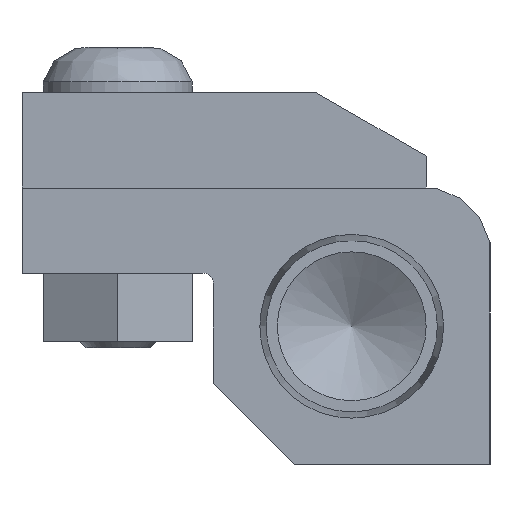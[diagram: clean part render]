
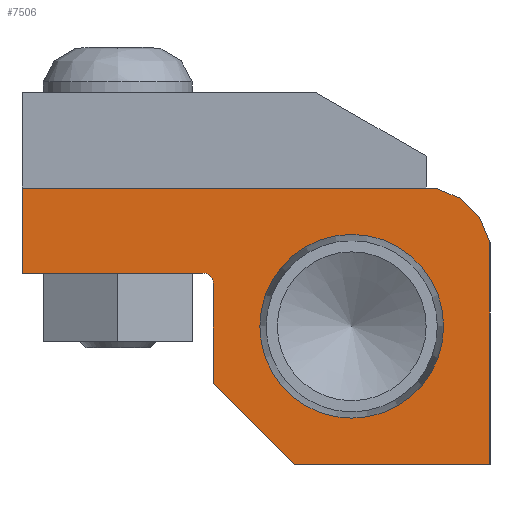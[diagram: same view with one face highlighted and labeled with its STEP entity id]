
A CAD part, left-side view. The second image highlights one B-rep face of the part: STEP entity #7506.
In plain terms, the highlighted planar face has unit normal (-1, 0, 0).
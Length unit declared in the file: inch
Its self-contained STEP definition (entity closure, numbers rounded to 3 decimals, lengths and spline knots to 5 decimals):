
#6749=CARTESIAN_POINT('',(-61.64815,-2.87749,-0.40625));
#6750=VERTEX_POINT('',#6749);
#6751=CARTESIAN_POINT('',(-61.64815,-3.14749,-0.40625));
#6752=DIRECTION('',(1.0,0.0,0.0));
#6753=DIRECTION('',(0.0,1.0,0.0));
#6754=AXIS2_PLACEMENT_3D('',#6751,#6752,#6753);
#6755=CIRCLE('',#6754,0.27);
#6756=EDGE_CURVE('',#6750,#6750,#6755,.T.);
#7105=CARTESIAN_POINT('',(-61.64815,-2.97928,-0.8125));
#7106=VERTEX_POINT('',#7105);
#7107=CARTESIAN_POINT('',(-61.64815,-2.74124,-0.57445));
#7108=VERTEX_POINT('',#7107);
#7109=CARTESIAN_POINT('',(-61.64815,-2.97928,-0.8125));
#7110=DIRECTION('',(0.0,0.707,0.707));
#7111=VECTOR('',#7110,0.33665);
#7112=LINE('',#7109,#7111);
#7113=EDGE_CURVE('',#7106,#7108,#7112,.T.);
#7145=CARTESIAN_POINT('',(-61.64815,-2.74124,-0.2808));
#7146=VERTEX_POINT('',#7145);
#7147=CARTESIAN_POINT('',(-61.64815,-2.74124,-0.57445));
#7148=DIRECTION('',(0.0,0.0,1.0));
#7149=VECTOR('',#7148,0.29365);
#7150=LINE('',#7147,#7149);
#7151=EDGE_CURVE('',#7108,#7146,#7150,.T.);
#7176=CARTESIAN_POINT('',(-61.64815,-2.71024,-0.2498));
#7177=VERTEX_POINT('',#7176);
#7178=CARTESIAN_POINT('',(-61.64815,-2.71024,-0.2808));
#7179=DIRECTION('',(-1.0,0.,0.));
#7180=DIRECTION('',(0.,-0.707,0.707));
#7181=AXIS2_PLACEMENT_3D('',#7178,#7179,#7180);
#7182=CIRCLE('',#7181,0.031);
#7183=EDGE_CURVE('',#7146,#7177,#7182,.T.);
#7209=CARTESIAN_POINT('',(-61.64815,-2.17874,-0.2498));
#7210=VERTEX_POINT('',#7209);
#7211=CARTESIAN_POINT('',(-61.64815,-2.71024,-0.2498));
#7212=DIRECTION('',(0.0,1.0,0.0));
#7213=VECTOR('',#7212,0.5315);
#7214=LINE('',#7211,#7213);
#7215=EDGE_CURVE('',#7177,#7210,#7214,.T.);
#7261=CARTESIAN_POINT('',(-61.64815,-2.17874,0.));
#7262=VERTEX_POINT('',#7261);
#7263=CARTESIAN_POINT('',(-61.64815,-2.17874,-0.2498));
#7264=DIRECTION('',(0.0,0.0,1.0));
#7265=VECTOR('',#7264,0.2498);
#7266=LINE('',#7263,#7265);
#7267=EDGE_CURVE('',#7210,#7262,#7266,.T.);
#7292=CARTESIAN_POINT('',(-61.64815,-3.39335,0.));
#7293=VERTEX_POINT('',#7292);
#7294=CARTESIAN_POINT('',(-61.64815,-2.17874,0.));
#7295=DIRECTION('',(0.0,-1.0,0.0));
#7296=VECTOR('',#7295,1.21462);
#7297=LINE('',#7294,#7296);
#7298=EDGE_CURVE('',#7262,#7293,#7297,.T.);
#7344=CARTESIAN_POINT('',(-61.64815,-3.46655,-0.03032));
#7345=VERTEX_POINT('',#7344);
#7346=CARTESIAN_POINT('',(-61.64815,-3.39335,0.));
#7347=DIRECTION('',(0.0,-0.924,-0.383));
#7348=VECTOR('',#7347,0.07923);
#7349=LINE('',#7346,#7348);
#7350=EDGE_CURVE('',#7293,#7345,#7349,.T.);
#7375=CARTESIAN_POINT('',(-61.64815,-3.52312,-0.08689));
#7376=VERTEX_POINT('',#7375);
#7377=CARTESIAN_POINT('',(-61.64815,-3.46655,-0.03032));
#7378=DIRECTION('',(0.0,-0.707,-0.707));
#7379=VECTOR('',#7378,0.08);
#7380=LINE('',#7377,#7379);
#7381=EDGE_CURVE('',#7345,#7376,#7380,.T.);
#7406=CARTESIAN_POINT('',(-61.64815,-3.55374,-0.1608));
#7407=VERTEX_POINT('',#7406);
#7408=CARTESIAN_POINT('',(-61.64815,-3.52312,-0.08689));
#7409=DIRECTION('',(0.0,-0.383,-0.924));
#7410=VECTOR('',#7409,0.08);
#7411=LINE('',#7408,#7410);
#7412=EDGE_CURVE('',#7376,#7407,#7411,.T.);
#7437=CARTESIAN_POINT('',(-61.64815,-3.55374,-0.8125));
#7438=VERTEX_POINT('',#7437);
#7439=CARTESIAN_POINT('',(-61.64815,-3.55374,-0.1608));
#7440=DIRECTION('',(0.0,0.0,-1.0));
#7441=VECTOR('',#7440,0.6517);
#7442=LINE('',#7439,#7441);
#7443=EDGE_CURVE('',#7407,#7438,#7442,.T.);
#7468=CARTESIAN_POINT('',(-61.64815,-3.55374,-0.8125));
#7469=DIRECTION('',(0.0,1.0,0.0));
#7470=VECTOR('',#7469,0.57445);
#7471=LINE('',#7468,#7470);
#7472=EDGE_CURVE('',#7438,#7106,#7471,.T.);
#7485=CARTESIAN_POINT('',(-61.64815,-2.9358,-0.32254));
#7486=DIRECTION('',(-1.0,0.0,0.0));
#7487=DIRECTION('',(0.0,0.0,1.0));
#7488=AXIS2_PLACEMENT_3D('',#7485,#7486,#7487);
#7489=PLANE('',#7488);
#7490=ORIENTED_EDGE('',*,*,#7113,.F.);
#7491=ORIENTED_EDGE('',*,*,#7472,.F.);
#7492=ORIENTED_EDGE('',*,*,#7443,.F.);
#7493=ORIENTED_EDGE('',*,*,#7412,.F.);
#7494=ORIENTED_EDGE('',*,*,#7381,.F.);
#7495=ORIENTED_EDGE('',*,*,#7350,.F.);
#7496=ORIENTED_EDGE('',*,*,#7298,.F.);
#7497=ORIENTED_EDGE('',*,*,#7267,.F.);
#7498=ORIENTED_EDGE('',*,*,#7215,.F.);
#7499=ORIENTED_EDGE('',*,*,#7183,.F.);
#7500=ORIENTED_EDGE('',*,*,#7151,.F.);
#7501=EDGE_LOOP('',(#7490,#7491,#7492,#7493,#7494,#7495,#7496,#7497,#7498,#7499,#7500));
#7502=FACE_OUTER_BOUND('',#7501,.T.);
#7503=ORIENTED_EDGE('',*,*,#6756,.T.);
#7504=EDGE_LOOP('',(#7503));
#7505=FACE_BOUND('',#7504,.T.);
#7506=ADVANCED_FACE('',(#7502,#7505),#7489,.T.);
